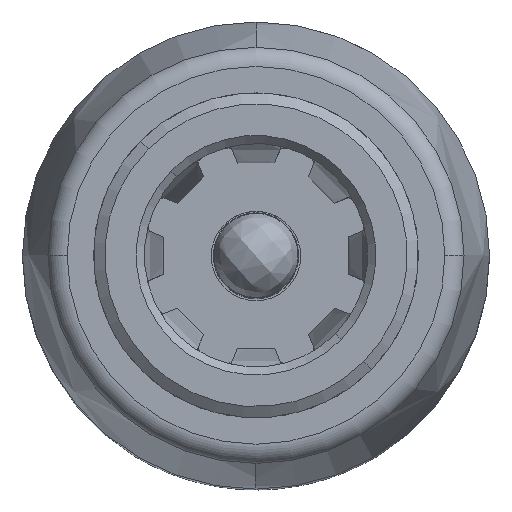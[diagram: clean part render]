
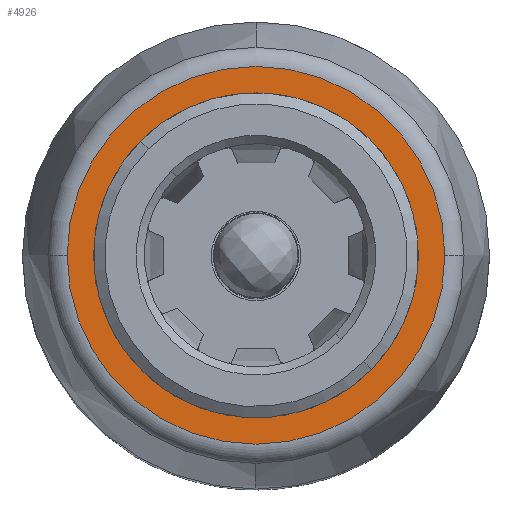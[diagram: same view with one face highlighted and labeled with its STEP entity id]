
A CAD part, top view. The second image highlights one B-rep face of the part: STEP entity #4926.
In plain terms, the highlighted face is planar.
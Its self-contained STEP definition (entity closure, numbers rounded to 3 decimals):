
#228 = DIRECTION ( 'NONE',  ( 0., 0., -1. ) ) ;
#440 = CIRCLE ( 'NONE', #18265, 4.65 ) ;
#472 = DIRECTION ( 'NONE',  ( 0., 0., -1. ) ) ;
#648 = DIRECTION ( 'NONE',  ( 1., 0., 0. ) ) ;
#811 = CARTESIAN_POINT ( 'NONE',  ( 0., 0., 0. ) ) ;
#1919 = CARTESIAN_POINT ( 'NONE',  ( 0., 0., 0. ) ) ;
#2444 = DIRECTION ( 'NONE',  ( 0., 0., 1. ) ) ;
#3191 = CARTESIAN_POINT ( 'NONE',  ( 0., 0., 0. ) ) ;
#4926 = ADVANCED_FACE ( 'NONE', ( #22172, #19333 ), #22332, .F. ) ;
#5451 = ORIENTED_EDGE ( 'NONE', *, *, #29132, .F. ) ;
#6081 = EDGE_CURVE ( 'NONE', #33331, #9804, #29847, .T. ) ;
#7355 = DIRECTION ( 'NONE',  ( -1., 0., 0. ) ) ;
#8135 = ORIENTED_EDGE ( 'NONE', *, *, #21615, .T. ) ;
#9804 = VERTEX_POINT ( 'NONE', #29454 ) ;
#10880 = DIRECTION ( 'NONE',  ( 0., 0., -1. ) ) ;
#11224 = DIRECTION ( 'NONE',  ( -1., 0., 0. ) ) ;
#12449 = AXIS2_PLACEMENT_3D ( 'NONE', #811, #648, #472 ) ;
#14390 = ORIENTED_EDGE ( 'NONE', *, *, #6081, .F. ) ;
#14950 = EDGE_CURVE ( 'NONE', #34488, #16201, #28218, .T. ) ;
#15752 = DIRECTION ( 'NONE',  ( -1., 0., 0. ) ) ;
#16201 = VERTEX_POINT ( 'NONE', #26112 ) ;
#16377 = EDGE_LOOP ( 'NONE', ( #14390, #5451 ) ) ;
#16453 = AXIS2_PLACEMENT_3D ( 'NONE', #3191, #11224, #228 ) ;
#18265 = AXIS2_PLACEMENT_3D ( 'NONE', #29116, #15752, #10880 ) ;
#19027 = EDGE_LOOP ( 'NONE', ( #26261, #8135 ) ) ;
#19198 = AXIS2_PLACEMENT_3D ( 'NONE', #1919, #34475, #2444 ) ;
#19286 = CARTESIAN_POINT ( 'NONE',  ( 0., 0., 4. ) ) ;
#19333 = FACE_OUTER_BOUND ( 'NONE', #19027, .T. ) ;
#19979 = CARTESIAN_POINT ( 'NONE',  ( 0., 0., 0. ) ) ;
#20333 = DIRECTION ( 'NONE',  ( 0., 0., 1. ) ) ;
#21615 = EDGE_CURVE ( 'NONE', #16201, #34488, #440, .T. ) ;
#21970 = CIRCLE ( 'NONE', #26432, 4. ) ;
#22172 = FACE_BOUND ( 'NONE', #16377, .T. ) ;
#22332 = PLANE ( 'NONE',  #12449 ) ;
#23333 = CARTESIAN_POINT ( 'NONE',  ( 0., 0., 4.65 ) ) ;
#26112 = CARTESIAN_POINT ( 'NONE',  ( 0., 0., -4.65 ) ) ;
#26261 = ORIENTED_EDGE ( 'NONE', *, *, #14950, .T. ) ;
#26432 = AXIS2_PLACEMENT_3D ( 'NONE', #19979, #7355, #20333 ) ;
#28218 = CIRCLE ( 'NONE', #16453, 4.65 ) ;
#29116 = CARTESIAN_POINT ( 'NONE',  ( 0., 0., 0. ) ) ;
#29132 = EDGE_CURVE ( 'NONE', #9804, #33331, #21970, .T. ) ;
#29454 = CARTESIAN_POINT ( 'NONE',  ( 0., 0., -4. ) ) ;
#29847 = CIRCLE ( 'NONE', #19198, 4. ) ;
#33331 = VERTEX_POINT ( 'NONE', #19286 ) ;
#34475 = DIRECTION ( 'NONE',  ( -1., 0., 0. ) ) ;
#34488 = VERTEX_POINT ( 'NONE', #23333 ) ;
